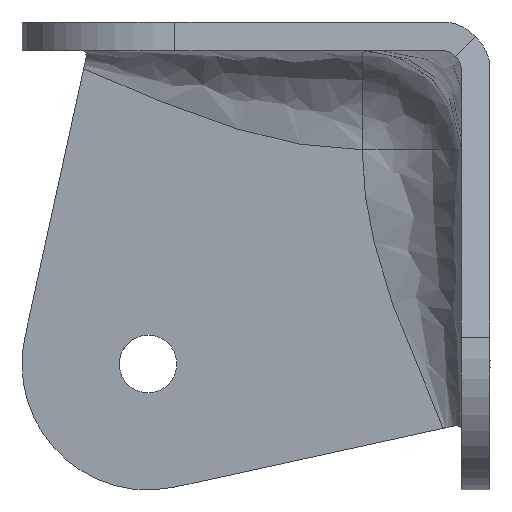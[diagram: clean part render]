
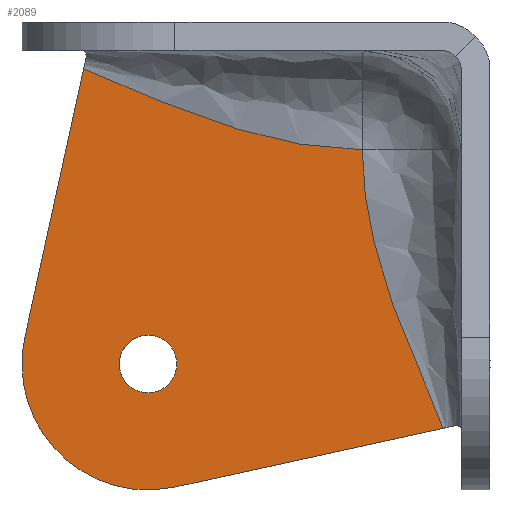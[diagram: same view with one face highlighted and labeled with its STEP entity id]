
A CAD part, left-side view. The second image highlights one B-rep face of the part: STEP entity #2089.
In plain terms, the highlighted free-form (B-spline) face has degree [1, 1] with [2, 2] control points.
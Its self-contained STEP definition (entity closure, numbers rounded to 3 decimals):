
#407=CARTESIAN_POINT('',(-1.6,20.59,6.817));
#408=VERTEX_POINT('',#407);
#414=CARTESIAN_POINT('',(-1.6,19.0,5.4));
#415=VERTEX_POINT('',#414);
#416=CARTESIAN_POINT('',(-1.6,20.59,6.817));
#417=CARTESIAN_POINT('',(-1.6,20.427,5.4));
#418=CARTESIAN_POINT('',(-1.6,19.0,5.4));
#426=(BOUNDED_CURVE()B_SPLINE_CURVE(2,(#416,#417,#418),.UNSPECIFIED.,.F.,.U.)B_SPLINE_CURVE_WITH_KNOTS((3,3),(0.27,0.5),.UNSPECIFIED.)CURVE()GEOMETRIC_REPRESENTATION_ITEM()RATIONAL_B_SPLINE_CURVE((0.957,0.73,1.0))REPRESENTATION_ITEM(''));
#427=EDGE_CURVE('',#408,#415,#426,.T.);
#429=CARTESIAN_POINT('',(-1.6,17.403,6.902));
#430=VERTEX_POINT('',#429);
#431=CARTESIAN_POINT('',(-1.6,19.0,5.4));
#432=CARTESIAN_POINT('',(-1.6,17.495,5.4));
#433=CARTESIAN_POINT('',(-1.6,17.403,6.902));
#441=(BOUNDED_CURVE()B_SPLINE_CURVE(2,(#431,#432,#433),.UNSPECIFIED.,.F.,.U.)B_SPLINE_CURVE_WITH_KNOTS((3,3),(0.5,0.739),.UNSPECIFIED.)CURVE()GEOMETRIC_REPRESENTATION_ITEM()RATIONAL_B_SPLINE_CURVE((1.0,0.72,0.976))REPRESENTATION_ITEM(''));
#442=EDGE_CURVE('',#415,#430,#441,.T.);
#537=CARTESIAN_POINT('',(-1.6,19.0,8.6));
#538=VERTEX_POINT('',#537);
#539=CARTESIAN_POINT('',(-1.6,17.403,6.902));
#540=CARTESIAN_POINT('',(-1.6,17.4,6.951));
#541=CARTESIAN_POINT('',(-1.6,17.4,7.0));
#542=CARTESIAN_POINT('',(-1.6,17.4,8.6));
#543=CARTESIAN_POINT('',(-1.6,19.0,8.6));
#551=(BOUNDED_CURVE()B_SPLINE_CURVE(2,(#539,#540,#541,#542,#543),.UNSPECIFIED.,.F.,.U.)B_SPLINE_CURVE_WITH_KNOTS((3,2,3),(0.739,0.75,1.0),.UNSPECIFIED.)CURVE()GEOMETRIC_REPRESENTATION_ITEM()RATIONAL_B_SPLINE_CURVE((0.976,0.988,1.0,0.707,1.0))REPRESENTATION_ITEM(''));
#552=EDGE_CURVE('',#430,#538,#551,.T.);
#554=CARTESIAN_POINT('',(-1.6,19.0,8.6));
#555=CARTESIAN_POINT('',(-1.6,20.6,8.6));
#556=CARTESIAN_POINT('',(-1.6,20.6,7.0));
#557=CARTESIAN_POINT('',(-1.6,20.6,6.908));
#558=CARTESIAN_POINT('',(-1.6,20.59,6.817));
#566=(BOUNDED_CURVE()B_SPLINE_CURVE(2,(#554,#555,#556,#557,#558),.UNSPECIFIED.,.F.,.U.)B_SPLINE_CURVE_WITH_KNOTS((3,2,3),(0.0,0.25,0.27),.UNSPECIFIED.)CURVE()GEOMETRIC_REPRESENTATION_ITEM()RATIONAL_B_SPLINE_CURVE((1.0,0.707,1.0,0.977,0.957))REPRESENTATION_ITEM(''));
#567=EDGE_CURVE('',#538,#408,#566,.T.);
#1496=CARTESIAN_POINT('',(-1.6,7.1,18.9));
#1497=VERTEX_POINT('',#1496);
#1557=CARTESIAN_POINT('',(-1.6,22.57,23.4));
#1558=VERTEX_POINT('',#1557);
#1574=CARTESIAN_POINT('',(-1.6,7.1,18.9));
#1575=CARTESIAN_POINT('',(-1.6,12.257,18.9));
#1576=CARTESIAN_POINT('',(-1.6,17.413,21.15));
#1577=CARTESIAN_POINT('',(-1.6,22.57,23.4));
#1578=B_SPLINE_CURVE_WITH_KNOTS('',3,(#1574,#1575,#1576,#1577),.UNSPECIFIED.,.F.,.U.,(4,4),(0.0,0.871),.UNSPECIFIED.);
#1579=EDGE_CURVE('',#1497,#1558,#1578,.T.);
#1665=CARTESIAN_POINT('',(-1.6,2.6,3.43));
#1666=VERTEX_POINT('',#1665);
#1667=CARTESIAN_POINT('',(-1.6,2.6,3.43));
#1668=CARTESIAN_POINT('',(-1.6,4.85,8.587));
#1669=CARTESIAN_POINT('',(-1.6,7.1,13.743));
#1670=CARTESIAN_POINT('',(-1.6,7.1,18.9));
#1671=B_SPLINE_CURVE_WITH_KNOTS('',3,(#1667,#1668,#1669,#1670),.UNSPECIFIED.,.F.,.U.,(4,4),(0.0,0.871),.UNSPECIFIED.);
#1672=EDGE_CURVE('',#1666,#1497,#1671,.T.);
#1830=CARTESIAN_POINT('',(-1.6,17.501,0.162));
#1831=VERTEX_POINT('',#1830);
#1832=CARTESIAN_POINT('',(-1.6,2.6,3.43));
#1833=CARTESIAN_POINT('',(-1.6,17.501,0.162));
#1834=QUASI_UNIFORM_CURVE('',1,(#1832,#1833),.UNSPECIFIED.,.F.,.U.);
#1835=EDGE_CURVE('',#1666,#1831,#1834,.T.);
#1877=CARTESIAN_POINT('',(-1.6,25.838,8.499));
#1878=VERTEX_POINT('',#1877);
#1879=CARTESIAN_POINT('',(-1.6,17.501,0.162));
#1880=CARTESIAN_POINT('',(-1.6,21.242,-0.658));
#1881=CARTESIAN_POINT('',(-1.6,23.95,2.05));
#1882=CARTESIAN_POINT('',(-1.6,26.658,4.758));
#1883=CARTESIAN_POINT('',(-1.6,25.838,8.499));
#1891=(BOUNDED_CURVE()B_SPLINE_CURVE(2,(#1879,#1880,#1881,#1882,#1883),.UNSPECIFIED.,.F.,.U.)B_SPLINE_CURVE_WITH_KNOTS((3,2,3),(0.0,0.5,1.0),.UNSPECIFIED.)CURVE()GEOMETRIC_REPRESENTATION_ITEM()RATIONAL_B_SPLINE_CURVE((1.0,0.877,1.0,0.877,1.0))REPRESENTATION_ITEM(''));
#1892=EDGE_CURVE('',#1831,#1878,#1891,.T.);
#2002=CARTESIAN_POINT('',(-1.6,25.838,8.499));
#2003=CARTESIAN_POINT('',(-1.6,22.57,23.4));
#2004=QUASI_UNIFORM_CURVE('',1,(#2002,#2003),.UNSPECIFIED.,.F.,.U.);
#2005=EDGE_CURVE('',#1878,#1558,#2004,.T.);
#2071=CARTESIAN_POINT('',(-1.6,1.431,-1.168));
#2072=CARTESIAN_POINT('',(-1.6,27.168,-1.168));
#2073=CARTESIAN_POINT('',(-1.6,1.431,24.569));
#2074=CARTESIAN_POINT('',(-1.6,27.168,24.569));
#2075=B_SPLINE_SURFACE_WITH_KNOTS('',1,1,((#2071,#2073),(#2072,#2074)),.UNSPECIFIED.,.F.,.F.,.U.,(2,2),(2,2),(0.0,25.737),(0.0,25.737),.UNSPECIFIED.);
#2076=ORIENTED_EDGE('',*,*,#1835,.F.);
#2077=ORIENTED_EDGE('',*,*,#1672,.T.);
#2078=ORIENTED_EDGE('',*,*,#1579,.T.);
#2079=ORIENTED_EDGE('',*,*,#2005,.F.);
#2080=ORIENTED_EDGE('',*,*,#1892,.F.);
#2081=EDGE_LOOP('',(#2076,#2077,#2078,#2079,#2080));
#2082=FACE_OUTER_BOUND('',#2081,.T.);
#2083=ORIENTED_EDGE('',*,*,#442,.F.);
#2084=ORIENTED_EDGE('',*,*,#427,.F.);
#2085=ORIENTED_EDGE('',*,*,#567,.F.);
#2086=ORIENTED_EDGE('',*,*,#552,.F.);
#2087=EDGE_LOOP('',(#2083,#2084,#2085,#2086));
#2088=FACE_BOUND('',#2087,.T.);
#2089=ADVANCED_FACE('',(#2082,#2088),#2075,.F.);
